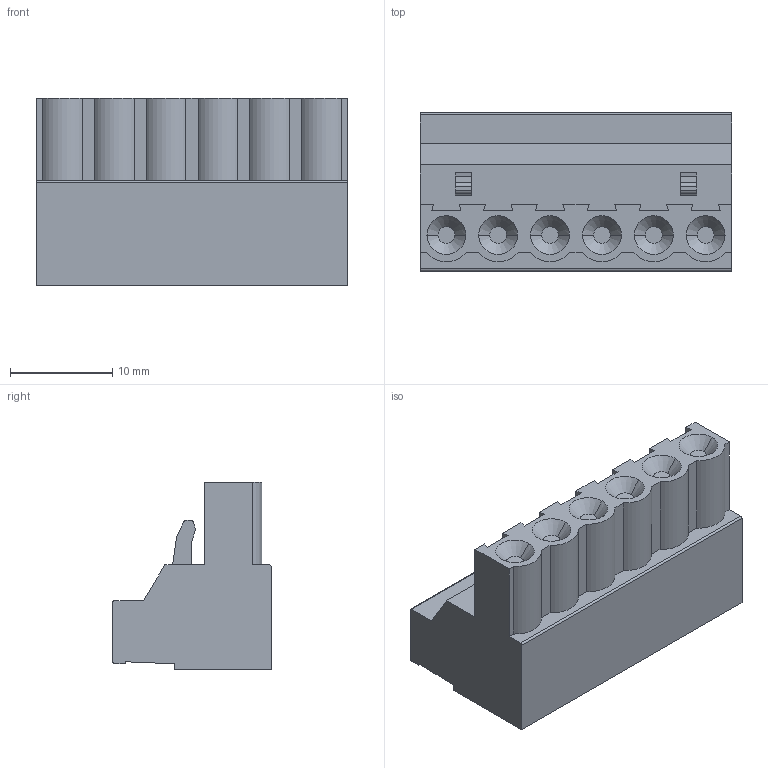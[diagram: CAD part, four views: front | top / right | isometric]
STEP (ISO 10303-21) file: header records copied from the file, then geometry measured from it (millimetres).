
FILE_DESCRIPTION(('STEP AP242'),'1');
FILE_NAME('796635-6.stp','2021-09-04T13:02:21',('TraceParts'),('TraceParts S.A.'),'Spatial InterOp 3D',' ',' ');
FILE_SCHEMA(('AP242_MANAGED_MODEL_BASED_3D_ENGINEERING_MIM_LF {1 0 10303 442 1 1 4}'));
Length unit declared in the file: millimetre
Products named in the file (1): 796635-6
Bounding box: 30.48 x 15.5 x 18.4 mm (x, y, z)
Volume: 5293.6 mm3; surface area: 2724.3 mm2
Topology: 1 solids, 1 shells, 219 faces, 519 edges, 346 vertices
Faces by surface type: plane 152, cylinder 31, bspline 24, cone 12
Entity records: 6946 total; most frequent: CARTESIAN_POINT 1829, DIRECTION 1045, ORIENTED_EDGE 1038, EDGE_CURVE 519, AXIS2_PLACEMENT_3D 354, VERTEX_POINT 346, LINE 337, VECTOR 337
